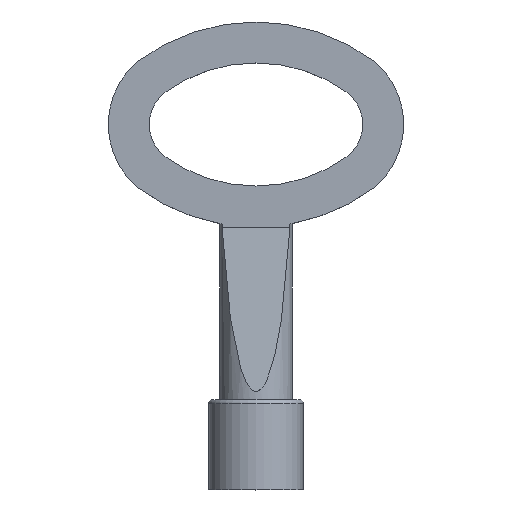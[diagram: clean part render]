
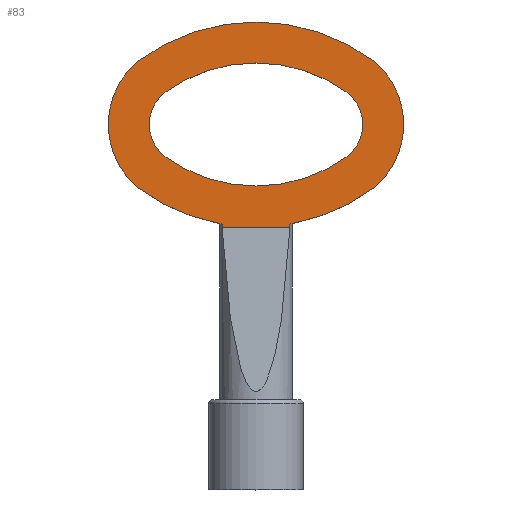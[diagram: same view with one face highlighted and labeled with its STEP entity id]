
A CAD part, top view. The second image highlights one B-rep face of the part: STEP entity #83.
In plain terms, the highlighted planar face has unit normal (0, 0, 1).
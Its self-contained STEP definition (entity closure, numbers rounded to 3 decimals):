
#83 = ADVANCED_FACE( '', ( #170, #171 ), #172, .T. );
#170 = FACE_OUTER_BOUND( '', #253, .T. );
#171 = FACE_BOUND( '', #254, .T. );
#172 = PLANE( '', #255 );
#253 = EDGE_LOOP( '', ( #418, #419, #420, #421, #422, #423, #424, #425 ) );
#254 = EDGE_LOOP( '', ( #426, #427, #428, #429 ) );
#255 = AXIS2_PLACEMENT_3D( '', #430, #431, #432 );
#418 = ORIENTED_EDGE( '', *, *, #524, .T. );
#419 = ORIENTED_EDGE( '', *, *, #501, .T. );
#420 = ORIENTED_EDGE( '', *, *, #526, .F. );
#421 = ORIENTED_EDGE( '', *, *, #505, .T. );
#422 = ORIENTED_EDGE( '', *, *, #508, .T. );
#423 = ORIENTED_EDGE( '', *, *, #532, .T. );
#424 = ORIENTED_EDGE( '', *, *, #533, .T. );
#425 = ORIENTED_EDGE( '', *, *, #485, .T. );
#426 = ORIENTED_EDGE( '', *, *, #516, .F. );
#427 = ORIENTED_EDGE( '', *, *, #480, .F. );
#428 = ORIENTED_EDGE( '', *, *, #472, .F. );
#429 = ORIENTED_EDGE( '', *, *, #534, .F. );
#430 = CARTESIAN_POINT( '', ( -4., 50.259, 1.5 ) );
#431 = DIRECTION( '', ( 0., 0., 1. ) );
#432 = DIRECTION( '', ( 1., 0., 0. ) );
#472 = EDGE_CURVE( '', #551, #546, #553, .T. );
#480 = EDGE_CURVE( '', #546, #566, #567, .T. );
#485 = EDGE_CURVE( '', #575, #573, #576, .T. );
#501 = EDGE_CURVE( '', #601, #602, #603, .T. );
#505 = EDGE_CURVE( '', #608, #606, #609, .F. );
#508 = EDGE_CURVE( '', #606, #612, #613, .T. );
#516 = EDGE_CURVE( '', #566, #623, #624, .T. );
#524 = EDGE_CURVE( '', #573, #601, #634, .T. );
#526 = EDGE_CURVE( '', #608, #602, #636, .T. );
#532 = EDGE_CURVE( '', #612, #642, #643, .T. );
#533 = EDGE_CURVE( '', #642, #575, #644, .T. );
#534 = EDGE_CURVE( '', #623, #551, #645, .T. );
#546 = VERTEX_POINT( '', #657 );
#551 = VERTEX_POINT( '', #663 );
#553 = CIRCLE( '', #666, 5. );
#566 = VERTEX_POINT( '', #683 );
#567 = CIRCLE( '', #684, 19. );
#573 = VERTEX_POINT( '', #691 );
#575 = VERTEX_POINT( '', #694 );
#576 = CIRCLE( '', #695, 10. );
#601 = VERTEX_POINT( '', #724 );
#602 = VERTEX_POINT( '', #725 );
#603 = LINE( '', #726, #727 );
#606 = VERTEX_POINT( '', #737 );
#608 = VERTEX_POINT( '', #746 );
#609 = LINE( '', #747, #748 );
#612 = VERTEX_POINT( '', #751 );
#613 = CIRCLE( '', #752, 24. );
#623 = VERTEX_POINT( '', #766 );
#624 = CIRCLE( '', #767, 5. );
#634 = CIRCLE( '', #781, 24. );
#636 = LINE( '', #783, #784 );
#642 = VERTEX_POINT( '', #792 );
#643 = CIRCLE( '', #793, 10. );
#644 = CIRCLE( '', #794, 24. );
#645 = CIRCLE( '', #795, 19. );
#657 = CARTESIAN_POINT( '', ( 11.214, 48.33, 1.5 ) );
#663 = CARTESIAN_POINT( '', ( 11.214, 40.67, 1.5 ) );
#666 = AXIS2_PLACEMENT_3D( '', #813, #814, #815 );
#683 = CARTESIAN_POINT( '', ( -11.214, 48.33, 1.5 ) );
#684 = AXIS2_PLACEMENT_3D( '', #823, #824, #825 );
#691 = CARTESIAN_POINT( '', ( -14.428, 36.84, 1.5 ) );
#694 = CARTESIAN_POINT( '', ( -14.428, 52.16, 1.5 ) );
#695 = AXIS2_PLACEMENT_3D( '', #831, #832, #833 );
#724 = CARTESIAN_POINT( '', ( -4.136, 32.378, 1.5 ) );
#725 = CARTESIAN_POINT( '', ( -4.136, 32., 1.5 ) );
#726 = CARTESIAN_POINT( '', ( -4.136, 11., 1.5 ) );
#727 = VECTOR( '', #862, 1000. );
#737 = CARTESIAN_POINT( '', ( 4.136, 32.378, 1.5 ) );
#746 = CARTESIAN_POINT( '', ( 4.136, 32., 1.5 ) );
#747 = CARTESIAN_POINT( '', ( 4.136, 11., 1.5 ) );
#748 = VECTOR( '', #866, 1000. );
#751 = CARTESIAN_POINT( '', ( 14.428, 36.84, 1.5 ) );
#752 = AXIS2_PLACEMENT_3D( '', #870, #871, #872 );
#766 = CARTESIAN_POINT( '', ( -11.214, 40.67, 1.5 ) );
#767 = AXIS2_PLACEMENT_3D( '', #877, #878, #879 );
#781 = AXIS2_PLACEMENT_3D( '', #884, #885, #886 );
#783 = CARTESIAN_POINT( '', ( 30., 32., 1.5 ) );
#784 = VECTOR( '', #887, 1000. );
#792 = CARTESIAN_POINT( '', ( 14.428, 52.16, 1.5 ) );
#793 = AXIS2_PLACEMENT_3D( '', #890, #891, #892 );
#794 = AXIS2_PLACEMENT_3D( '', #893, #894, #895 );
#795 = AXIS2_PLACEMENT_3D( '', #896, #897, #898 );
#813 = CARTESIAN_POINT( '', ( 8., 44.5, 1.5 ) );
#814 = DIRECTION( '', ( 0., 0., 1. ) );
#815 = DIRECTION( '', ( 1., 0., 0. ) );
#823 = CARTESIAN_POINT( '', ( 0., 32.992, 1.5 ) );
#824 = DIRECTION( '', ( 0., 0., 1. ) );
#825 = DIRECTION( '', ( 1., 0., 0. ) );
#831 = CARTESIAN_POINT( '', ( -8., 44.5, 1.5 ) );
#832 = DIRECTION( '', ( 0., 0., 1. ) );
#833 = DIRECTION( '', ( 1., 0., 0. ) );
#862 = DIRECTION( '', ( 0., -1., 0. ) );
#866 = DIRECTION( '', ( 0., -1., 0. ) );
#870 = CARTESIAN_POINT( '', ( 0., 56.019, 1.5 ) );
#871 = DIRECTION( '', ( 0., 0., 1. ) );
#872 = DIRECTION( '', ( 1., 0., 0. ) );
#877 = CARTESIAN_POINT( '', ( -8., 44.5, 1.5 ) );
#878 = DIRECTION( '', ( 0., 0., 1. ) );
#879 = DIRECTION( '', ( 1., 0., 0. ) );
#884 = CARTESIAN_POINT( '', ( 0., 56.019, 1.5 ) );
#885 = DIRECTION( '', ( 0., 0., 1. ) );
#886 = DIRECTION( '', ( 1., 0., 0. ) );
#887 = DIRECTION( '', ( -1., 0., 0. ) );
#890 = CARTESIAN_POINT( '', ( 8., 44.5, 1.5 ) );
#891 = DIRECTION( '', ( 0., 0., 1. ) );
#892 = DIRECTION( '', ( 1., 0., 0. ) );
#893 = CARTESIAN_POINT( '', ( 0., 32.981, 1.5 ) );
#894 = DIRECTION( '', ( 0., 0., 1. ) );
#895 = DIRECTION( '', ( 1., 0., 0. ) );
#896 = CARTESIAN_POINT( '', ( 0., 56.008, 1.5 ) );
#897 = DIRECTION( '', ( 0., 0., 1. ) );
#898 = DIRECTION( '', ( 1., 0., 0. ) );
